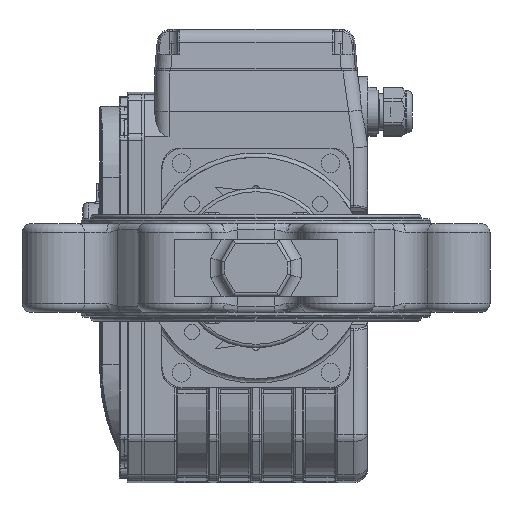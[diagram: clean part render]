
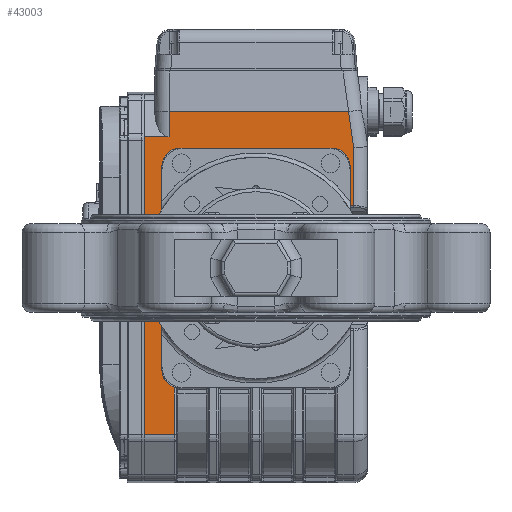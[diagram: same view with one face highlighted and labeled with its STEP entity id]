
A CAD part, front view. The second image highlights one B-rep face of the part: STEP entity #43003.
In plain terms, the highlighted planar face has unit normal (0, -1, 0).
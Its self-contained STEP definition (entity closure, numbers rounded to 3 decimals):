
#3561=LINE('',#72731,#6723);
#3568=LINE('',#72808,#6730);
#3570=LINE('',#72814,#6732);
#3595=LINE('',#73405,#6757);
#3667=LINE('',#74104,#6829);
#3845=LINE('',#75416,#7007);
#3847=LINE('',#75419,#7009);
#3869=LINE('',#75483,#7031);
#3927=LINE('',#75622,#7089);
#3931=LINE('',#75628,#7093);
#3956=LINE('',#75673,#7118);
#3968=LINE('',#75712,#7130);
#6723=VECTOR('',#53186,1000.);
#6730=VECTOR('',#53219,1000.);
#6732=VECTOR('',#53225,1000.);
#6757=VECTOR('',#53316,1000.);
#6829=VECTOR('',#53732,1000.);
#7007=VECTOR('',#54676,1000.);
#7009=VECTOR('',#54680,1000.);
#7031=VECTOR('',#54744,1000.);
#7089=VECTOR('',#54926,1000.);
#7093=VECTOR('',#54934,1000.);
#7118=VECTOR('',#54999,1000.);
#7130=VECTOR('',#55065,1000.);
#14333=ORIENTED_EDGE('',*,*,#24503,.F.);
#14334=ORIENTED_EDGE('',*,*,#23636,.T.);
#14335=ORIENTED_EDGE('',*,*,#23660,.T.);
#14336=ORIENTED_EDGE('',*,*,#23657,.T.);
#14337=ORIENTED_EDGE('',*,*,#24466,.F.);
#14338=ORIENTED_EDGE('',*,*,#23718,.T.);
#14339=ORIENTED_EDGE('',*,*,#24396,.T.);
#14340=ORIENTED_EDGE('',*,*,#24462,.F.);
#14341=ORIENTED_EDGE('',*,*,#24491,.T.);
#14342=ORIENTED_EDGE('',*,*,#23917,.T.);
#14343=ORIENTED_EDGE('',*,*,#24336,.T.);
#14344=ORIENTED_EDGE('',*,*,#24363,.F.);
#14345=ORIENTED_EDGE('',*,*,#24339,.T.);
#14346=ORIENTED_EDGE('',*,*,#24361,.F.);
#14347=ORIENTED_EDGE('',*,*,#24343,.T.);
#23636=EDGE_CURVE('',#29388,#29385,#3561,.T.);
#23657=EDGE_CURVE('',#29406,#29405,#3568,.T.);
#23660=EDGE_CURVE('',#29385,#29406,#3570,.T.);
#23718=EDGE_CURVE('',#29446,#29444,#3595,.T.);
#23917=EDGE_CURVE('',#29575,#29578,#3667,.T.);
#24336=EDGE_CURVE('',#29578,#29849,#33429,.T.);
#24339=EDGE_CURVE('',#29853,#29852,#33431,.T.);
#24343=EDGE_CURVE('',#29857,#29856,#33433,.T.);
#24361=EDGE_CURVE('',#29857,#29852,#3845,.T.);
#24363=EDGE_CURVE('',#29853,#29849,#3847,.T.);
#24396=EDGE_CURVE('',#29444,#29881,#3869,.T.);
#24462=EDGE_CURVE('',#29900,#29881,#3927,.T.);
#24466=EDGE_CURVE('',#29446,#29405,#3931,.T.);
#24491=EDGE_CURVE('',#29900,#29575,#3956,.T.);
#24503=EDGE_CURVE('',#29388,#29856,#3968,.T.);
#29385=VERTEX_POINT('',#72701);
#29388=VERTEX_POINT('',#72729);
#29405=VERTEX_POINT('',#72807);
#29406=VERTEX_POINT('',#72809);
#29444=VERTEX_POINT('',#73403);
#29446=VERTEX_POINT('',#73406);
#29575=VERTEX_POINT('',#74087);
#29578=VERTEX_POINT('',#74102);
#29849=VERTEX_POINT('',#75374);
#29852=VERTEX_POINT('',#75381);
#29853=VERTEX_POINT('',#75383);
#29856=VERTEX_POINT('',#75390);
#29857=VERTEX_POINT('',#75392);
#29881=VERTEX_POINT('',#75482);
#29900=VERTEX_POINT('',#75621);
#33429=CIRCLE('',#47010,10.);
#33431=CIRCLE('',#47013,10.);
#33433=CIRCLE('',#47016,10.);
#35914=EDGE_LOOP('',(#14333,#14334,#14335,#14336,#14337,#14338,#14339,#14340,
#14341,#14342,#14343,#14344,#14345,#14346,#14347));
#39028=FACE_BOUND('',#35914,.T.);
#41230=PLANE('',#47154);
#43003=ADVANCED_FACE('',(#39028),#41230,.F.);
#47010=AXIS2_PLACEMENT_3D('',#75375,#54634,#54635);
#47013=AXIS2_PLACEMENT_3D('',#75382,#54641,#54642);
#47016=AXIS2_PLACEMENT_3D('',#75391,#54649,#54650);
#47154=AXIS2_PLACEMENT_3D('',#75711,#55063,#55064);
#53186=DIRECTION('',(0.,0.,-1.));
#53219=DIRECTION('',(0.99,0.,0.139));
#53225=DIRECTION('',(1.,0.,0.));
#53316=DIRECTION('',(-1.,0.,0.));
#53732=DIRECTION('',(1.,0.,0.));
#54634=DIRECTION('',(0.,1.,0.));
#54635=DIRECTION('',(-1.,0.,0.));
#54641=DIRECTION('',(0.,1.,0.));
#54642=DIRECTION('',(-1.,0.,0.));
#54649=DIRECTION('',(0.,1.,0.));
#54650=DIRECTION('',(-1.,0.,0.));
#54676=DIRECTION('',(0.,0.,1.));
#54680=DIRECTION('',(-1.,0.,0.));
#54744=DIRECTION('',(0.,0.,1.));
#54926=DIRECTION('',(1.,0.,0.));
#54934=DIRECTION('',(0.,0.,-1.));
#54999=DIRECTION('',(0.,0.,-1.));
#55063=DIRECTION('',(0.,1.,0.));
#55064=DIRECTION('',(-1.,0.,0.));
#55065=DIRECTION('',(1.,0.,0.));
#72701=CARTESIAN_POINT('',(35.048,-50.,-55.));
#72729=CARTESIAN_POINT('',(35.048,-50.,-53.));
#72731=CARTESIAN_POINT('',(35.048,-50.,63.));
#72807=CARTESIAN_POINT('',(88.14,-50.,-52.134));
#72808=CARTESIAN_POINT('',(17.575,-50.,-62.051));
#72809=CARTESIAN_POINT('',(67.748,-50.,-55.));
#72814=CARTESIAN_POINT('',(0.,-50.,-55.));
#73403=CARTESIAN_POINT('',(73.82,-50.,49.));
#73405=CARTESIAN_POINT('',(0.,-50.,49.));
#73406=CARTESIAN_POINT('',(88.14,-50.,49.));
#74087=CARTESIAN_POINT('',(-93.676,-50.,46.));
#74102=CARTESIAN_POINT('',(-67.039,-50.,46.));
#74104=CARTESIAN_POINT('',(-67.298,-50.,46.));
#75374=CARTESIAN_POINT('',(-57.5,-50.,53.));
#75375=CARTESIAN_POINT('',(-57.5,-50.,43.));
#75381=CARTESIAN_POINT('',(67.5,-50.,43.));
#75382=CARTESIAN_POINT('',(57.5,-50.,43.));
#75383=CARTESIAN_POINT('',(57.5,-50.,53.));
#75390=CARTESIAN_POINT('',(57.5,-50.,-53.));
#75391=CARTESIAN_POINT('',(57.5,-50.,-43.));
#75392=CARTESIAN_POINT('',(67.5,-50.,-43.));
#75416=CARTESIAN_POINT('',(67.5,-50.,63.));
#75419=CARTESIAN_POINT('',(0.,-50.,53.));
#75482=CARTESIAN_POINT('',(73.82,-50.,63.));
#75483=CARTESIAN_POINT('',(73.82,-50.,57.));
#75621=CARTESIAN_POINT('',(-93.676,-50.,63.));
#75622=CARTESIAN_POINT('',(0.,-50.,63.));
#75628=CARTESIAN_POINT('',(88.14,-50.,63.));
#75673=CARTESIAN_POINT('',(-93.676,-50.,63.));
#75711=CARTESIAN_POINT('',(0.,-50.,63.));
#75712=CARTESIAN_POINT('',(0.,-50.,-53.));
